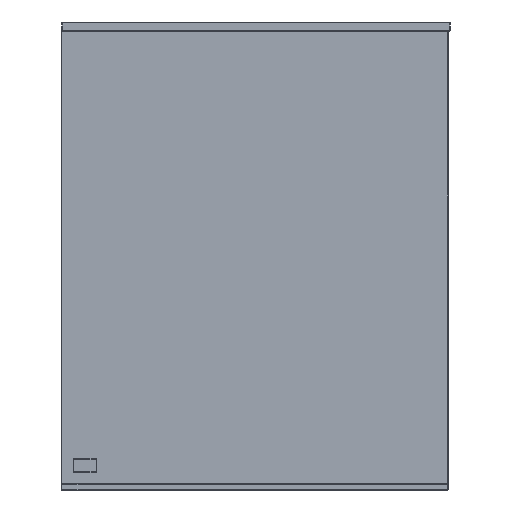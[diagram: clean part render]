
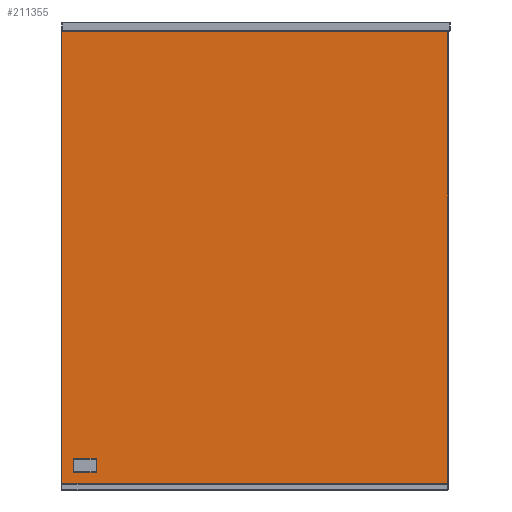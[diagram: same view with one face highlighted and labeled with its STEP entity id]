
A CAD part, left-side view. The second image highlights one B-rep face of the part: STEP entity #211355.
In plain terms, the highlighted planar face has unit normal (-1, 0, 0).
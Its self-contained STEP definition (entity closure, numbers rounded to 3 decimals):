
#211094=CARTESIAN_POINT('',(2422.339,-446.489,582.5));
#211095=VERTEX_POINT('',#211094);
#211102=CARTESIAN_POINT('',(2422.339,-446.696,582.293));
#211103=VERTEX_POINT('',#211102);
#211104=CARTESIAN_POINT('',(2422.339,-446.489,582.5));
#211105=DIRECTION('',(0.0,-0.707,-0.707));
#211106=VECTOR('',#211105,0.293);
#211107=LINE('',#211104,#211106);
#211108=EDGE_CURVE('',#211095,#211103,#211107,.T.);
#211125=CARTESIAN_POINT('',(2422.339,50.097,582.5));
#211126=VERTEX_POINT('',#211125);
#211133=CARTESIAN_POINT('',(2422.339,50.097,582.5));
#211134=DIRECTION('',(0.0,-1.0,0.0));
#211135=VECTOR('',#211134,496.586);
#211136=LINE('',#211133,#211135);
#211137=EDGE_CURVE('',#211126,#211095,#211136,.T.);
#211148=CARTESIAN_POINT('',(2422.339,-446.696,0.707));
#211149=VERTEX_POINT('',#211148);
#211150=CARTESIAN_POINT('',(2422.339,-446.696,582.293));
#211151=DIRECTION('',(0.0,0.0,-1.0));
#211152=VECTOR('',#211151,581.586);
#211153=LINE('',#211150,#211152);
#211154=EDGE_CURVE('',#211103,#211149,#211153,.T.);
#211180=CARTESIAN_POINT('',(2422.339,50.304,582.293));
#211181=VERTEX_POINT('',#211180);
#211188=CARTESIAN_POINT('',(2422.339,50.304,582.293));
#211189=DIRECTION('',(0.0,-0.707,0.707));
#211190=VECTOR('',#211189,0.293);
#211191=LINE('',#211188,#211190);
#211192=EDGE_CURVE('',#211181,#211126,#211191,.T.);
#211203=CARTESIAN_POINT('',(2422.339,-446.489,0.5));
#211204=VERTEX_POINT('',#211203);
#211205=CARTESIAN_POINT('',(2422.339,-446.696,0.707));
#211206=DIRECTION('',(0.0,0.707,-0.707));
#211207=VECTOR('',#211206,0.293);
#211208=LINE('',#211205,#211207);
#211209=EDGE_CURVE('',#211149,#211204,#211208,.T.);
#211235=CARTESIAN_POINT('',(2422.339,50.304,0.707));
#211236=VERTEX_POINT('',#211235);
#211243=CARTESIAN_POINT('',(2422.339,50.304,0.707));
#211244=DIRECTION('',(0.0,0.0,1.0));
#211245=VECTOR('',#211244,581.586);
#211246=LINE('',#211243,#211245);
#211247=EDGE_CURVE('',#211236,#211181,#211246,.T.);
#211258=CARTESIAN_POINT('',(2422.339,50.097,0.5));
#211259=VERTEX_POINT('',#211258);
#211260=CARTESIAN_POINT('',(2422.339,-446.489,0.5));
#211261=DIRECTION('',(0.0,1.0,0.0));
#211262=VECTOR('',#211261,496.586);
#211263=LINE('',#211260,#211262);
#211264=EDGE_CURVE('',#211204,#211259,#211263,.T.);
#211296=CARTESIAN_POINT('',(2422.339,50.097,0.5));
#211297=DIRECTION('',(0.0,0.707,0.707));
#211298=VECTOR('',#211297,0.293);
#211299=LINE('',#211296,#211298);
#211300=EDGE_CURVE('',#211259,#211236,#211299,.T.);
#211340=CARTESIAN_POINT('',(2422.339,50.804,0.));
#211341=DIRECTION('',(-1.0,0.0,0.0));
#211342=DIRECTION('',(0.0,-1.0,0.0));
#211343=AXIS2_PLACEMENT_3D('',#211340,#211341,#211342);
#211344=PLANE('',#211343);
#211345=ORIENTED_EDGE('',*,*,#211108,.F.);
#211346=ORIENTED_EDGE('',*,*,#211137,.F.);
#211347=ORIENTED_EDGE('',*,*,#211192,.F.);
#211348=ORIENTED_EDGE('',*,*,#211247,.F.);
#211349=ORIENTED_EDGE('',*,*,#211300,.F.);
#211350=ORIENTED_EDGE('',*,*,#211264,.F.);
#211351=ORIENTED_EDGE('',*,*,#211209,.F.);
#211352=ORIENTED_EDGE('',*,*,#211154,.F.);
#211353=EDGE_LOOP('',(#211345,#211346,#211347,#211348,#211349,#211350,#211351,#211352));
#211354=FACE_OUTER_BOUND('',#211353,.T.);
#211355=ADVANCED_FACE('',(#211354),#211344,.T.);
